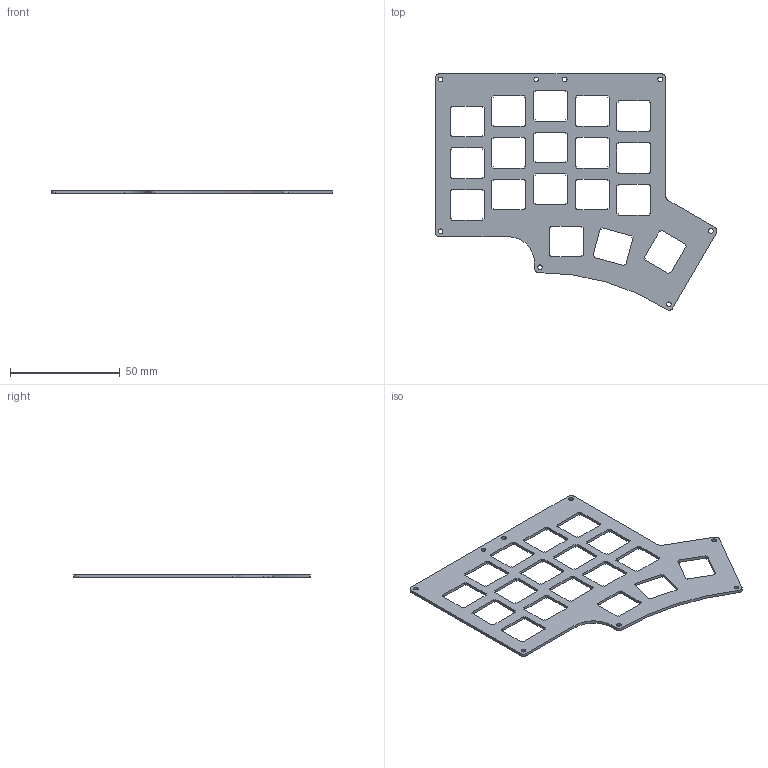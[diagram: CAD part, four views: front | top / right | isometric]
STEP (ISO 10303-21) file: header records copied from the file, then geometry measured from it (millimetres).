
FILE_DESCRIPTION(/* description */ (''),/* implementation_level */ '2;1');
FILE_NAME(/* name */ '89b281f9-91d1-4130-8b5b-989129ba924e.stp',/* time_stamp */ '2017-06-30T09:16:13-07:00',/* author */ (''),/* organization */ (''),/* preprocessor_version */ 'ST-DEVELOPER v16.13',/* originating_system */ 'Autodesk Translation Framework v6.1.1.50',/* authorisation */ '');
FILE_SCHEMA (('AUTOMOTIVE_DESIGN { 1 0 10303 214 3 1 1 }'));
Length unit declared in the file: inch
Products named in the file (1): Top Plate PCB FIXED v2
Bounding box: 128.56 x 107.9 x 1.27 mm (x, y, z)
Volume: 7495 mm3; surface area: 13758.5 mm2
Topology: 1 solids, 1 shells, 242 faces, 720 edges, 480 vertices
Faces by surface type: plane 225, cylinder 17
Full cylindrical faces by diameter (mm): 2.1 x8
Entity records: 8066 total; most frequent: CARTESIAN_POINT 1435, ORIENTED_EDGE 1424, DIRECTION 1232, EDGE_CURVE 712, LINE 678, VECTOR 678, VERTEX_POINT 480, EDGE_LOOP 302
